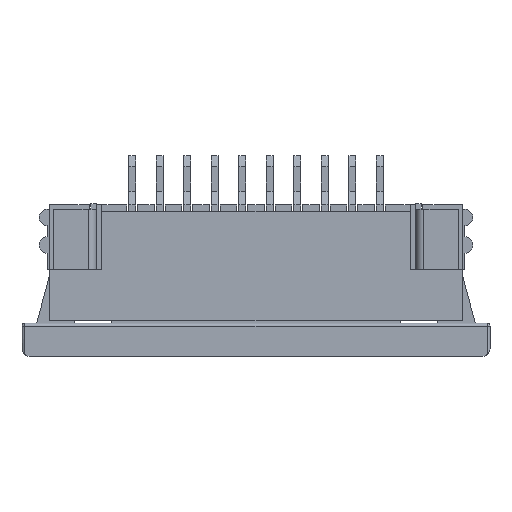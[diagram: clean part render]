
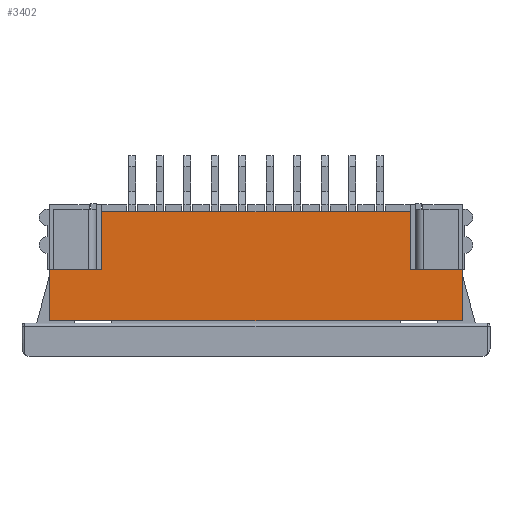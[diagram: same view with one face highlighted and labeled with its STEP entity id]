
A CAD part, top view. The second image highlights one B-rep face of the part: STEP entity #3402.
In plain terms, the highlighted planar face has unit normal (0, 0, 1).
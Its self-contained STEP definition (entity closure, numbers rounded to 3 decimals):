
#8 = VERTEX_POINT ( 'NONE', #1321 ) ;
#127 = FACE_OUTER_BOUND ( 'NONE', #17779, .T. ) ;
#210 = DIRECTION ( 'NONE',  ( 0., 1., 0. ) ) ;
#1061 = VERTEX_POINT ( 'NONE', #9261 ) ;
#1145 = ORIENTED_EDGE ( 'NONE', *, *, #13732, .T. ) ;
#1281 = DIRECTION ( 'NONE',  ( -1., 0., 0. ) ) ;
#1321 = CARTESIAN_POINT ( 'NONE',  ( -7.5, -2.35, 2.8 ) ) ;
#2994 = DIRECTION ( 'NONE',  ( 0., 1., 0. ) ) ;
#3033 = AXIS2_PLACEMENT_3D ( 'NONE', #25581, #21705, #12292 ) ;
#3218 = CARTESIAN_POINT ( 'NONE',  ( 7.5, -0.5, 2.8 ) ) ;
#3402 = ADVANCED_FACE ( 'NONE', ( #127 ), #19037, .F. ) ;
#4409 = LINE ( 'NONE', #22563, #17721 ) ;
#4458 = VERTEX_POINT ( 'NONE', #6021 ) ;
#4525 = VECTOR ( 'NONE', #28498, 1000. ) ;
#5132 = ORIENTED_EDGE ( 'NONE', *, *, #24335, .F. ) ;
#5353 = DIRECTION ( 'NONE',  ( 0., 1., 0. ) ) ;
#5950 = LINE ( 'NONE', #12413, #13767 ) ;
#6021 = CARTESIAN_POINT ( 'NONE',  ( 5.6, 1.6, 2.8 ) ) ;
#6047 = ORIENTED_EDGE ( 'NONE', *, *, #20385, .T. ) ;
#7370 = LINE ( 'NONE', #25764, #12421 ) ;
#8081 = ORIENTED_EDGE ( 'NONE', *, *, #19588, .T. ) ;
#8281 = CARTESIAN_POINT ( 'NONE',  ( -7.5, 1.85, 2.8 ) ) ;
#9065 = CARTESIAN_POINT ( 'NONE',  ( 7.5, -2.35, 2.8 ) ) ;
#9204 = LINE ( 'NONE', #11887, #25268 ) ;
#9217 = VERTEX_POINT ( 'NONE', #12356 ) ;
#9261 = CARTESIAN_POINT ( 'NONE',  ( -5.6, -0.5, 2.8 ) ) ;
#9794 = EDGE_CURVE ( 'NONE', #9217, #23194, #22886, .T. ) ;
#11265 = EDGE_CURVE ( 'NONE', #8, #17113, #9204, .T. ) ;
#11645 = CARTESIAN_POINT ( 'NONE',  ( 5.6, -0.5, 2.8 ) ) ;
#11887 = CARTESIAN_POINT ( 'NONE',  ( -7.5, -2.35, 2.8 ) ) ;
#12292 = DIRECTION ( 'NONE',  ( -1., 0., 0. ) ) ;
#12356 = CARTESIAN_POINT ( 'NONE',  ( 5.6, -0.5, 2.8 ) ) ;
#12413 = CARTESIAN_POINT ( 'NONE',  ( -4.3, 1.6, 2.8 ) ) ;
#12421 = VECTOR ( 'NONE', #2994, 1000. ) ;
#12603 = LINE ( 'NONE', #8281, #17951 ) ;
#12841 = LINE ( 'NONE', #24350, #4525 ) ;
#13368 = VERTEX_POINT ( 'NONE', #20292 ) ;
#13427 = EDGE_CURVE ( 'NONE', #8, #13368, #12603, .T. ) ;
#13709 = VERTEX_POINT ( 'NONE', #28795 ) ;
#13732 = EDGE_CURVE ( 'NONE', #1061, #13368, #12841, .T. ) ;
#13767 = VECTOR ( 'NONE', #1281, 1000. ) ;
#14984 = ORIENTED_EDGE ( 'NONE', *, *, #9794, .F. ) ;
#17113 = VERTEX_POINT ( 'NONE', #9065 ) ;
#17721 = VECTOR ( 'NONE', #210, 1000. ) ;
#17779 = EDGE_LOOP ( 'NONE', ( #26126, #5132, #1145, #26083, #21103, #6047, #14984, #8081 ) ) ;
#17951 = VECTOR ( 'NONE', #19231, 1000. ) ;
#18565 = DIRECTION ( 'NONE',  ( 1., 0., 0. ) ) ;
#18699 = VECTOR ( 'NONE', #5353, 1000. ) ;
#19037 = PLANE ( 'NONE',  #3033 ) ;
#19231 = DIRECTION ( 'NONE',  ( 0., 1., 0. ) ) ;
#19429 = LINE ( 'NONE', #27908, #18699 ) ;
#19588 = EDGE_CURVE ( 'NONE', #9217, #4458, #7370, .T. ) ;
#20292 = CARTESIAN_POINT ( 'NONE',  ( -7.5, -0.5, 2.8 ) ) ;
#20385 = EDGE_CURVE ( 'NONE', #17113, #23194, #19429, .T. ) ;
#20737 = DIRECTION ( 'NONE',  ( 1., 0., 0. ) ) ;
#21103 = ORIENTED_EDGE ( 'NONE', *, *, #11265, .T. ) ;
#21705 = DIRECTION ( 'NONE',  ( 0., 0., -1. ) ) ;
#22563 = CARTESIAN_POINT ( 'NONE',  ( -5.6, 1.85, 2.8 ) ) ;
#22785 = VECTOR ( 'NONE', #18565, 1000. ) ;
#22886 = LINE ( 'NONE', #11645, #22785 ) ;
#23194 = VERTEX_POINT ( 'NONE', #3218 ) ;
#24335 = EDGE_CURVE ( 'NONE', #1061, #13709, #4409, .T. ) ;
#24350 = CARTESIAN_POINT ( 'NONE',  ( -5.6, -0.5, 2.8 ) ) ;
#25268 = VECTOR ( 'NONE', #20737, 1000. ) ;
#25581 = CARTESIAN_POINT ( 'NONE',  ( -7.5, 1.85, 2.8 ) ) ;
#25764 = CARTESIAN_POINT ( 'NONE',  ( 5.6, 1.85, 2.8 ) ) ;
#26083 = ORIENTED_EDGE ( 'NONE', *, *, #13427, .F. ) ;
#26126 = ORIENTED_EDGE ( 'NONE', *, *, #28094, .T. ) ;
#27908 = CARTESIAN_POINT ( 'NONE',  ( 7.5, 1.85, 2.8 ) ) ;
#28094 = EDGE_CURVE ( 'NONE', #4458, #13709, #5950, .T. ) ;
#28498 = DIRECTION ( 'NONE',  ( -1., 0., 0. ) ) ;
#28795 = CARTESIAN_POINT ( 'NONE',  ( -5.6, 1.6, 2.8 ) ) ;
